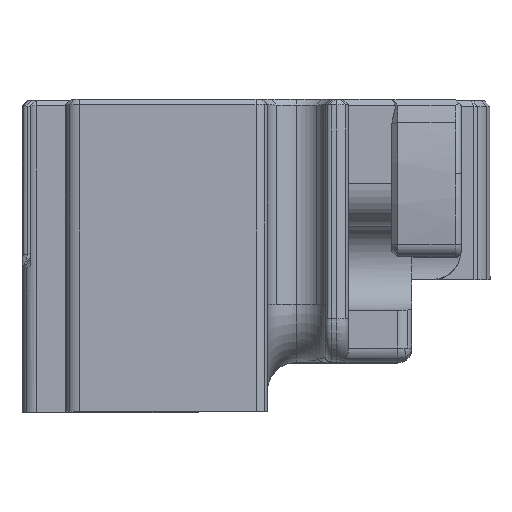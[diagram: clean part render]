
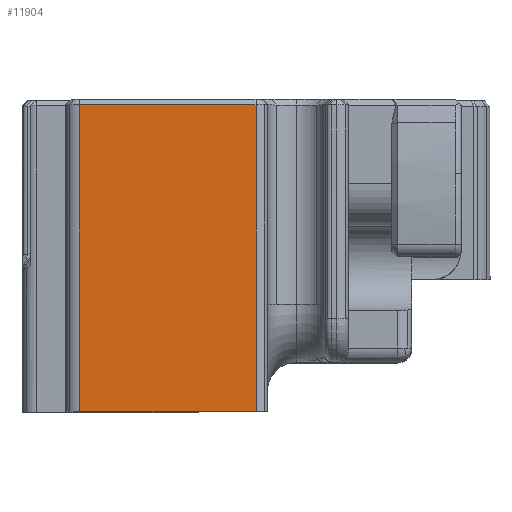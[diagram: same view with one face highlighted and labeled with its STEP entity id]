
A CAD part, top view. The second image highlights one B-rep face of the part: STEP entity #11904.
In plain terms, the highlighted planar face has unit normal (0, 0, 1).
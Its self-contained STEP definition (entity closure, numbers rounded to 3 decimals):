
#288 = LINE ( 'NONE', #9501, #14597 ) ;
#423 = CARTESIAN_POINT ( 'NONE',  ( -71.829, 128.542, 40.967 ) ) ;
#925 = CARTESIAN_POINT ( 'NONE',  ( -59.629, 128.542, 40.967 ) ) ;
#1105 = DIRECTION ( 'NONE',  ( 0., 0., -1. ) ) ;
#1182 = CARTESIAN_POINT ( 'NONE',  ( -53.729, 108.542, 40.967 ) ) ;
#1184 = EDGE_CURVE ( 'NONE', #9019, #13302, #4137, .T. ) ;
#1287 = VECTOR ( 'NONE', #4958, 1000. ) ;
#1501 = VECTOR ( 'NONE', #1530, 1000. ) ;
#1530 = DIRECTION ( 'NONE',  ( 0., 1., 0. ) ) ;
#1850 = EDGE_CURVE ( 'NONE', #3446, #7134, #4012, .T. ) ;
#3357 = ORIENTED_EDGE ( 'NONE', *, *, #1184, .F. ) ;
#3446 = VERTEX_POINT ( 'NONE', #423 ) ;
#4012 = LINE ( 'NONE', #6053, #1501 ) ;
#4137 = LINE ( 'NONE', #14660, #12293 ) ;
#4436 = FACE_OUTER_BOUND ( 'NONE', #6148, .T. ) ;
#4897 = EDGE_CURVE ( 'NONE', #7134, #9019, #6084, .T. ) ;
#4958 = DIRECTION ( 'NONE',  ( 1., 0., 0. ) ) ;
#5706 = DIRECTION ( 'NONE',  ( -1., 0., 0. ) ) ;
#5870 = PLANE ( 'NONE',  #7519 ) ;
#6053 = CARTESIAN_POINT ( 'NONE',  ( -71.829, 118.542, 40.967 ) ) ;
#6084 = LINE ( 'NONE', #8416, #1287 ) ;
#6148 = EDGE_LOOP ( 'NONE', ( #3357, #12340, #8197, #9293 ) ) ;
#7134 = VERTEX_POINT ( 'NONE', #12884 ) ;
#7269 = EDGE_CURVE ( 'NONE', #13302, #3446, #288, .T. ) ;
#7519 = AXIS2_PLACEMENT_3D ( 'NONE', #1182, #1105, #5706 ) ;
#8197 = ORIENTED_EDGE ( 'NONE', *, *, #1850, .F. ) ;
#8416 = CARTESIAN_POINT ( 'NONE',  ( -57.054, 149.742, 40.967 ) ) ;
#9019 = VERTEX_POINT ( 'NONE', #12731 ) ;
#9293 = ORIENTED_EDGE ( 'NONE', *, *, #7269, .F. ) ;
#9501 = CARTESIAN_POINT ( 'NONE',  ( -56.679, 128.542, 40.967 ) ) ;
#11904 = ADVANCED_FACE ( 'NONE', ( #4436 ), #5870, .F. ) ;
#12293 = VECTOR ( 'NONE', #13310, 1000. ) ;
#12340 = ORIENTED_EDGE ( 'NONE', *, *, #4897, .F. ) ;
#12731 = CARTESIAN_POINT ( 'NONE',  ( -59.629, 149.742, 40.967 ) ) ;
#12884 = CARTESIAN_POINT ( 'NONE',  ( -71.829, 149.742, 40.967 ) ) ;
#13302 = VERTEX_POINT ( 'NONE', #925 ) ;
#13310 = DIRECTION ( 'NONE',  ( 0., -1., 0. ) ) ;
#13834 = DIRECTION ( 'NONE',  ( -1., 0., 0. ) ) ;
#14597 = VECTOR ( 'NONE', #13834, 1000. ) ;
#14660 = CARTESIAN_POINT ( 'NONE',  ( -59.629, 129.842, 40.967 ) ) ;
